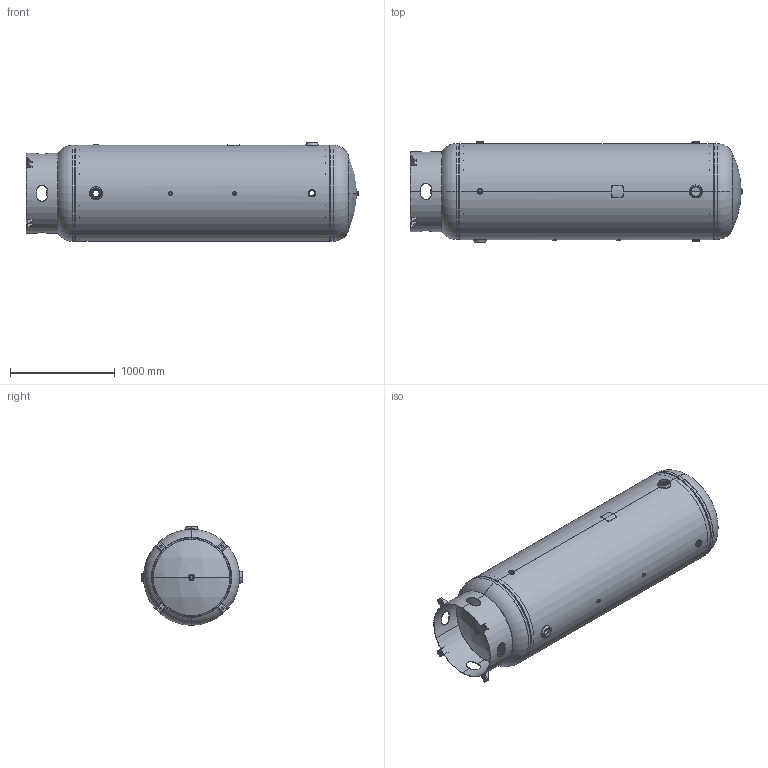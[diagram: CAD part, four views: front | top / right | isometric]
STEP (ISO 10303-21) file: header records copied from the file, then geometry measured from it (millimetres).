
FILE_DESCRIPTION (( 'STEP AP214' ), '1' );
FILE_NAME ('302436 STEP.STEP', '2025-01-21T21:21:00', ( '' ), ( '' ), 'SwSTEP 2.0', 'SolidWorks 2022', '' );
FILE_SCHEMA (( 'AUTOMOTIVE_DESIGN' ));
Length unit declared in the file: inch
Products named in the file (14): PHOENIX FLAT FLANGE_0500P393; A85005; A55179; PHOENIX RAD FLANGE_150P957 OR; PHOENIX RAD FLANGE_100P705-7R; 302436 STEP; PHOENIX RAD FLANGE_300P155; 302436-SL; A85004; NP-VER_18; PHOENIX RAD FLANGE_200P958 OR; PHOENIX FLAT FLANGE_1000; PHOENIX FLAT FLANGE_0250P391; HEAD_36X181JOG
Assembly tree (20 placements, depth 3):
  302436 STEP
    302436-SL
    HEAD_36X181JOG  x2
    PHOENIX FLAT FLANGE_0250P391
    PHOENIX FLAT FLANGE_0500P393  x2
    PHOENIX FLAT FLANGE_1000
    PHOENIX RAD FLANGE_100P705-7R
    PHOENIX RAD FLANGE_150P957 OR
    PHOENIX RAD FLANGE_200P958 OR  x2
    PHOENIX RAD FLANGE_300P155  x2
    A85004
      A85005
      A55179  x4
    NP-VER_18
Bounding box: 3163.09 x 956.46 x 939.8 mm (x, y, z)
Volume: 43884305 mm3; surface area: 19895624.8 mm2
Topology: 19 solids, 19 shells, 446 faces, 1000 edges, 600 vertices
Faces by surface type: plane 146, cylinder 128, torus 128, bspline 36, sphere 8
Entity records: 20706 total; most frequent: CARTESIAN_POINT 13848, DIRECTION 1343, ORIENTED_EDGE 1254, EDGE_CURVE 627, AXIS2_PLACEMENT_3D 598, VERTEX_POINT 382, CIRCLE 338, EDGE_LOOP 323
